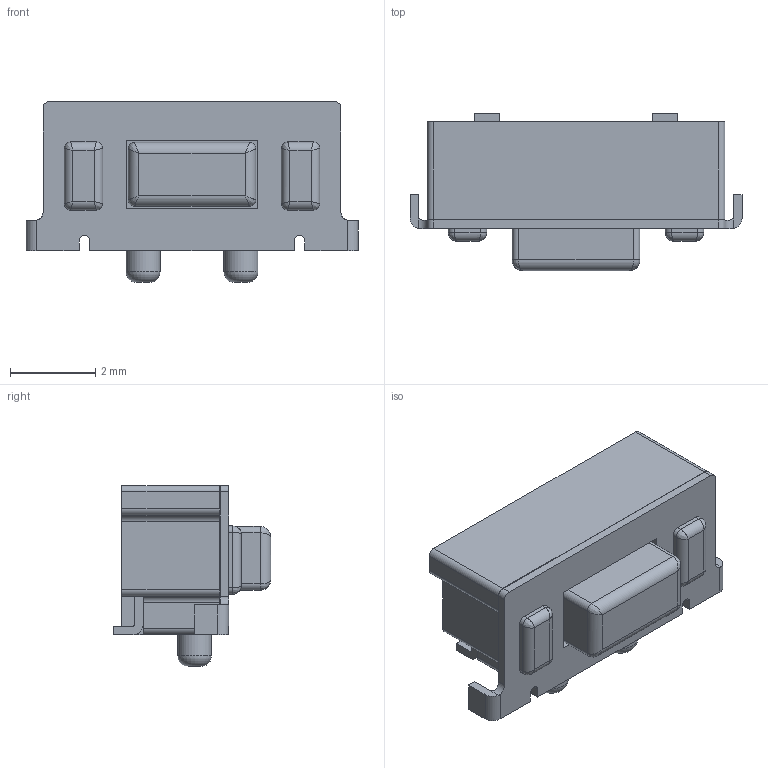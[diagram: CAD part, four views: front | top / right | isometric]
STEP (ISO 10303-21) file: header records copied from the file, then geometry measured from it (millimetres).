
FILE_DESCRIPTION(('HOOPS Exchange Step'),'2;1');
FILE_NAME('temp_export','2024-09-21T15:44:40+03:00',('kaa'),('Shapr3D Limited'),'HOOPS Exchange 2024.2','Shapr3D','Authorized');
FILE_SCHEMA( ('AP242_MANAGED_MODEL_BASED_3D_ENGINEERING_MIM_LF {1 0 10303 442 1 1 4 }') );
Length unit declared in the file: millimetre
Products named in the file (2): KEY-TH_K2-1112SA-AXXW-XX.step; root
Assembly tree (1 placements, depth 2):
  root
    KEY-TH_K2-1112SA-AXXW-XX.step
Bounding box: 7.8 x 3.7 x 4.25 mm (x, y, z)
Volume: 57.9 mm3; surface area: 168.6 mm2
Topology: 5 solids, 5 shells, 179 faces, 459 edges, 286 vertices
Faces by surface type: plane 96, cylinder 69, bspline 12, torus 2
Full cylindrical faces by diameter (mm): 0.65 x3, 0.8 x2
Entity records: 5846 total; most frequent: CARTESIAN_POINT 1506, ORIENTED_EDGE 894, DIRECTION 873, EDGE_CURVE 447, VECTOR 299, LINE 299, AXIS2_PLACEMENT_3D 287, VERTEX_POINT 286
